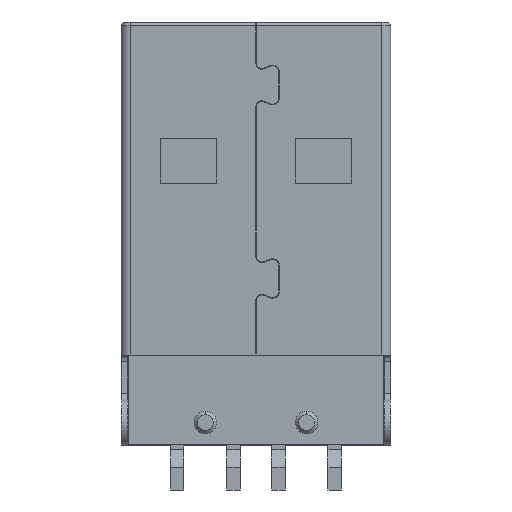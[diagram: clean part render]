
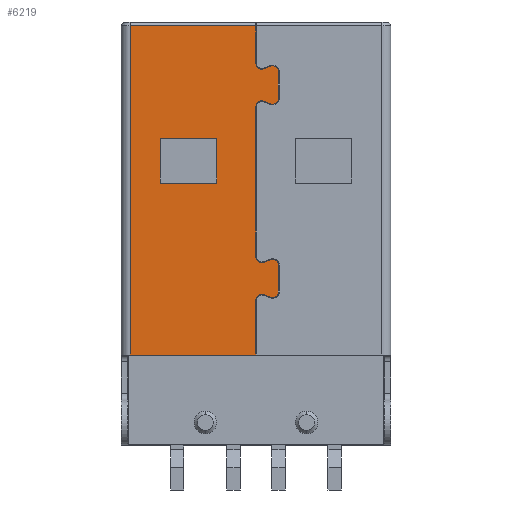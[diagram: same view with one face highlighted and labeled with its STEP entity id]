
A CAD part, front view. The second image highlights one B-rep face of the part: STEP entity #6219.
In plain terms, the highlighted planar face has unit normal (0, -1, 0).
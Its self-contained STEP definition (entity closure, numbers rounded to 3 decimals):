
#1190=DIRECTION('',(0.,0.,-1.));
#1191=VECTOR('',#1190,1.677);
#1192=CARTESIAN_POINT('',(0.,-2.25,9.227));
#1193=LINE('',#1192,#1191);
#1194=CARTESIAN_POINT('',(0.25,-2.25,7.55));
#1195=DIRECTION('',(0.,-1.,0.));
#1196=DIRECTION('',(-1.,0.,0.));
#1197=AXIS2_PLACEMENT_3D('',#1194,#1195,#1196);
#1199=DIRECTION('',(0.94,0.,0.342));
#1200=VECTOR('',#1199,0.35);
#1201=CARTESIAN_POINT('',(0.336,-2.25,7.315));
#1202=LINE('',#1201,#1200);
#1203=CARTESIAN_POINT('',(0.75,-2.25,7.2));
#1204=DIRECTION('',(0.,-1.,0.));
#1205=DIRECTION('',(1.,0.,0.));
#1206=AXIS2_PLACEMENT_3D('',#1203,#1204,#1205);
#1208=DIRECTION('',(0.,0.,-1.));
#1209=VECTOR('',#1208,1.2);
#1210=CARTESIAN_POINT('',(1.,-2.25,7.2));
#1211=LINE('',#1210,#1209);
#1212=CARTESIAN_POINT('',(0.75,-2.25,6.));
#1213=DIRECTION('',(0.,-1.,0.));
#1214=DIRECTION('',(-0.342,0.,-0.94));
#1215=AXIS2_PLACEMENT_3D('',#1212,#1213,#1214);
#1217=DIRECTION('',(-0.94,0.,0.342));
#1218=VECTOR('',#1217,0.35);
#1219=CARTESIAN_POINT('',(0.664,-2.25,5.765));
#1220=LINE('',#1219,#1218);
#1221=CARTESIAN_POINT('',(0.25,-2.25,5.65));
#1222=DIRECTION('',(0.,-1.,0.));
#1223=DIRECTION('',(0.342,0.,0.94));
#1224=AXIS2_PLACEMENT_3D('',#1221,#1222,#1223);
#1226=DIRECTION('',(0.,0.,-1.));
#1227=VECTOR('',#1226,6.7);
#1228=CARTESIAN_POINT('',(0.,-2.25,5.65));
#1229=LINE('',#1228,#1227);
#1230=CARTESIAN_POINT('',(0.25,-2.25,-1.05));
#1231=DIRECTION('',(0.,-1.,0.));
#1232=DIRECTION('',(-1.,0.,0.));
#1233=AXIS2_PLACEMENT_3D('',#1230,#1231,#1232);
#1235=DIRECTION('',(0.94,0.,0.342));
#1236=VECTOR('',#1235,0.35);
#1237=CARTESIAN_POINT('',(0.336,-2.25,-1.285));
#1238=LINE('',#1237,#1236);
#1239=CARTESIAN_POINT('',(0.75,-2.25,-1.4));
#1240=DIRECTION('',(0.,-1.,0.));
#1241=DIRECTION('',(1.,0.,0.));
#1242=AXIS2_PLACEMENT_3D('',#1239,#1240,#1241);
#1244=DIRECTION('',(0.,0.,-1.));
#1245=VECTOR('',#1244,1.2);
#1246=CARTESIAN_POINT('',(1.,-2.25,-1.4));
#1247=LINE('',#1246,#1245);
#1248=CARTESIAN_POINT('',(0.75,-2.25,-2.6));
#1249=DIRECTION('',(0.,-1.,0.));
#1250=DIRECTION('',(-0.342,0.,-0.94));
#1251=AXIS2_PLACEMENT_3D('',#1248,#1249,#1250);
#1253=DIRECTION('',(-0.94,0.,0.342));
#1254=VECTOR('',#1253,0.35);
#1255=CARTESIAN_POINT('',(0.664,-2.25,-2.835));
#1256=LINE('',#1255,#1254);
#1257=CARTESIAN_POINT('',(0.25,-2.25,-2.95));
#1258=DIRECTION('',(0.,-1.,0.));
#1259=DIRECTION('',(0.342,0.,0.94));
#1260=AXIS2_PLACEMENT_3D('',#1257,#1258,#1259);
#1262=DIRECTION('',(0.,0.,1.));
#1263=VECTOR('',#1262,2.45);
#1264=CARTESIAN_POINT('',(0.,-2.25,-5.4));
#1265=LINE('',#1264,#1263);
#1266=DIRECTION('',(1.,0.,0.));
#1267=VECTOR('',#1266,5.6);
#1268=CARTESIAN_POINT('',(-5.6,-2.25,-5.4));
#1269=LINE('',#1268,#1267);
#1270=DIRECTION('',(0.,0.,1.));
#1271=VECTOR('',#1270,14.627);
#1272=CARTESIAN_POINT('',(-5.6,-2.25,-5.4));
#1273=LINE('',#1272,#1271);
#1274=DIRECTION('',(1.,0.,0.));
#1275=VECTOR('',#1274,5.6);
#1276=CARTESIAN_POINT('',(-5.6,-2.25,
9.227));
#1277=LINE('',#1276,#1275);
#1294=DIRECTION('',(0.,0.,-1.));
#1295=VECTOR('',#1294,2.);
#1296=CARTESIAN_POINT('',(-4.25,-2.25,4.24));
#1297=LINE('',#1296,#1295);
#1298=DIRECTION('',(1.,0.,0.));
#1299=VECTOR('',#1298,2.5);
#1300=CARTESIAN_POINT('',(-4.25,-2.25,2.24));
#1301=LINE('',#1300,#1299);
#1302=DIRECTION('',(0.,0.,1.));
#1303=VECTOR('',#1302,2.);
#1304=CARTESIAN_POINT('',(-1.75,-2.25,2.24));
#1305=LINE('',#1304,#1303);
#1306=DIRECTION('',(-1.,0.,0.));
#1307=VECTOR('',#1306,2.5);
#1308=CARTESIAN_POINT('',(-1.75,-2.25,4.24));
#1309=LINE('',#1308,#1307);
#3664=CARTESIAN_POINT('',(-5.6,-2.25,-5.4));
#3666=VERTEX_POINT('',#3664);
#3722=CARTESIAN_POINT('',(-5.6,-2.25,9.227));
#3724=VERTEX_POINT('',#3722);
#4137=CARTESIAN_POINT('',(0.,-2.25,9.227));
#4138=CARTESIAN_POINT('',(0.,-2.25,7.55));
#4139=VERTEX_POINT('',#4137);
#4140=VERTEX_POINT('',#4138);
#4141=CARTESIAN_POINT('',(0.336,-2.25,7.315));
#4142=VERTEX_POINT('',#4141);
#4143=CARTESIAN_POINT('',(0.664,-2.25,7.435));
#4144=VERTEX_POINT('',#4143);
#4145=CARTESIAN_POINT('',(1.,-2.25,7.2));
#4146=VERTEX_POINT('',#4145);
#4147=CARTESIAN_POINT('',(1.,-2.25,6.));
#4148=VERTEX_POINT('',#4147);
#4149=CARTESIAN_POINT('',(0.664,-2.25,5.765));
#4150=VERTEX_POINT('',#4149);
#4151=CARTESIAN_POINT('',(0.336,-2.25,5.885));
#4152=VERTEX_POINT('',#4151);
#4153=CARTESIAN_POINT('',(0.,-2.25,5.65));
#4154=VERTEX_POINT('',#4153);
#4155=CARTESIAN_POINT('',(0.,-2.25,-1.05));
#4156=VERTEX_POINT('',#4155);
#4157=CARTESIAN_POINT('',(0.336,-2.25,-1.285));
#4158=VERTEX_POINT('',#4157);
#4159=CARTESIAN_POINT('',(0.664,-2.25,-1.165));
#4160=VERTEX_POINT('',#4159);
#4161=CARTESIAN_POINT('',(1.,-2.25,-1.4));
#4162=VERTEX_POINT('',#4161);
#4163=CARTESIAN_POINT('',(1.,-2.25,-2.6));
#4164=VERTEX_POINT('',#4163);
#4165=CARTESIAN_POINT('',(0.664,-2.25,-2.835));
#4166=VERTEX_POINT('',#4165);
#4167=CARTESIAN_POINT('',(0.336,-2.25,-2.715));
#4168=VERTEX_POINT('',#4167);
#4169=CARTESIAN_POINT('',(0.,-2.25,-2.95));
#4170=VERTEX_POINT('',#4169);
#4171=CARTESIAN_POINT('',(0.,-2.25,-5.4));
#4172=VERTEX_POINT('',#4171);
#4249=CARTESIAN_POINT('',(-4.25,-2.25,4.24));
#4250=CARTESIAN_POINT('',(-4.25,-2.25,2.24));
#4251=VERTEX_POINT('',#4249);
#4252=VERTEX_POINT('',#4250);
#4253=CARTESIAN_POINT('',(-1.75,-2.25,2.24));
#4254=VERTEX_POINT('',#4253);
#4255=CARTESIAN_POINT('',(-1.75,-2.25,4.24));
#4256=VERTEX_POINT('',#4255);
#6164=CARTESIAN_POINT('',(-5.6,-2.25,-9.4));
#6165=DIRECTION('',(0.,-1.,0.));
#6166=DIRECTION('',(1.,0.,0.));
#6167=AXIS2_PLACEMENT_3D('',#6164,#6165,#6166);
#6168=PLANE('',#6167);
#6170=ORIENTED_EDGE('',*,*,#6169,.T.);
#6172=ORIENTED_EDGE('',*,*,#6171,.T.);
#6174=ORIENTED_EDGE('',*,*,#6173,.T.);
#6176=ORIENTED_EDGE('',*,*,#6175,.F.);
#6178=ORIENTED_EDGE('',*,*,#6177,.T.);
#6180=ORIENTED_EDGE('',*,*,#6179,.F.);
#6182=ORIENTED_EDGE('',*,*,#6181,.T.);
#6184=ORIENTED_EDGE('',*,*,#6183,.T.);
#6186=ORIENTED_EDGE('',*,*,#6185,.T.);
#6188=ORIENTED_EDGE('',*,*,#6187,.T.);
#6190=ORIENTED_EDGE('',*,*,#6189,.T.);
#6192=ORIENTED_EDGE('',*,*,#6191,.F.);
#6194=ORIENTED_EDGE('',*,*,#6193,.T.);
#6196=ORIENTED_EDGE('',*,*,#6195,.F.);
#6198=ORIENTED_EDGE('',*,*,#6197,.T.);
#6200=ORIENTED_EDGE('',*,*,#6199,.T.);
#6202=ORIENTED_EDGE('',*,*,#6201,.F.);
#6203=ORIENTED_EDGE('',*,*,#4971,.F.);
#6205=ORIENTED_EDGE('',*,*,#6204,.T.);
#6206=ORIENTED_EDGE('',*,*,#5670,.T.);
#6207=EDGE_LOOP('',(#6170,#6172,#6174,#6176,#6178,#6180,#6182,#6184,#6186,#6188,
#6190,#6192,#6194,#6196,#6198,#6200,#6202,#6203,#6205,#6206));
#6208=FACE_OUTER_BOUND('',#6207,.F.);
#6210=ORIENTED_EDGE('',*,*,#6209,.T.);
#6212=ORIENTED_EDGE('',*,*,#6211,.T.);
#6214=ORIENTED_EDGE('',*,*,#6213,.T.);
#6216=ORIENTED_EDGE('',*,*,#6215,.T.);
#6217=EDGE_LOOP('',(#6210,#6212,#6214,#6216));
#6218=FACE_BOUND('',#6217,.F.);
#6219=ADVANCED_FACE('',(#6208,#6218),#6168,.T.);
#1198=CIRCLE('',#1197,0.25);
#1207=CIRCLE('',#1206,0.25);
#1216=CIRCLE('',#1215,0.25);
#1225=CIRCLE('',#1224,0.25);
#1234=CIRCLE('',#1233,0.25);
#1243=CIRCLE('',#1242,0.25);
#1252=CIRCLE('',#1251,0.25);
#1261=CIRCLE('',#1260,0.25);
#4971=EDGE_CURVE('',#3666,#4172,#1269,.T.);
#5670=EDGE_CURVE('',#3724,#4139,#1277,.T.);
#6169=EDGE_CURVE('',#4139,#4140,#1193,.T.);
#6171=EDGE_CURVE('',#4140,#4142,#1198,.T.);
#6173=EDGE_CURVE('',#4142,#4144,#1202,.T.);
#6175=EDGE_CURVE('',#4146,#4144,#1207,.T.);
#6177=EDGE_CURVE('',#4146,#4148,#1211,.T.);
#6179=EDGE_CURVE('',#4150,#4148,#1216,.T.);
#6181=EDGE_CURVE('',#4150,#4152,#1220,.T.);
#6183=EDGE_CURVE('',#4152,#4154,#1225,.T.);
#6185=EDGE_CURVE('',#4154,#4156,#1229,.T.);
#6187=EDGE_CURVE('',#4156,#4158,#1234,.T.);
#6189=EDGE_CURVE('',#4158,#4160,#1238,.T.);
#6191=EDGE_CURVE('',#4162,#4160,#1243,.T.);
#6193=EDGE_CURVE('',#4162,#4164,#1247,.T.);
#6195=EDGE_CURVE('',#4166,#4164,#1252,.T.);
#6197=EDGE_CURVE('',#4166,#4168,#1256,.T.);
#6199=EDGE_CURVE('',#4168,#4170,#1261,.T.);
#6201=EDGE_CURVE('',#4172,#4170,#1265,.T.);
#6204=EDGE_CURVE('',#3666,#3724,#1273,.T.);
#6209=EDGE_CURVE('',#4251,#4252,#1297,.T.);
#6211=EDGE_CURVE('',#4252,#4254,#1301,.T.);
#6213=EDGE_CURVE('',#4254,#4256,#1305,.T.);
#6215=EDGE_CURVE('',#4256,#4251,#1309,.T.);
